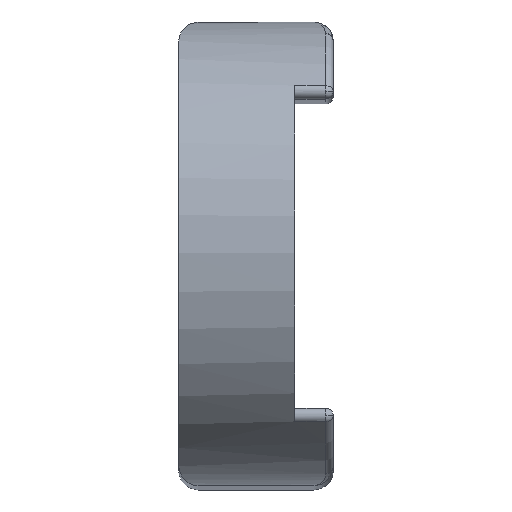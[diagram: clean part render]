
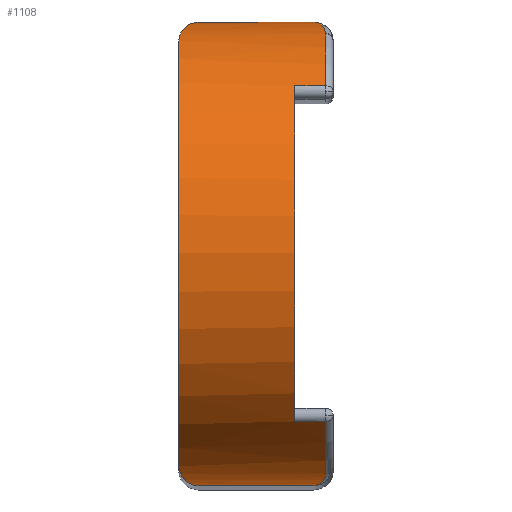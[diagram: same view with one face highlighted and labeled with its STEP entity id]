
A CAD part, top view. The second image highlights one B-rep face of the part: STEP entity #1108.
In plain terms, the highlighted cylindrical face has radius 6 mm (diameter 12 mm), a partial arc.
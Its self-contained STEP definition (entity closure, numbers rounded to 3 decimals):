
#10 = ORIENTED_EDGE ( 'NONE', *, *, #1387, .T. ) ;
#22 = ORIENTED_EDGE ( 'NONE', *, *, #851, .T. ) ;
#41 = VERTEX_POINT ( 'NONE', #1585 ) ;
#54 = CARTESIAN_POINT ( 'NONE',  ( 1.5, 6., -6. ) ) ;
#61 = CIRCLE ( 'NONE', #1758, 6. ) ;
#62 = CYLINDRICAL_SURFACE ( 'NONE', #784, 6. ) ;
#75 = VERTEX_POINT ( 'NONE', #132 ) ;
#79 = DIRECTION ( 'NONE',  ( 0., 1., 0. ) ) ;
#90 = VECTOR ( 'NONE', #836, 1000. ) ;
#94 = CARTESIAN_POINT ( 'NONE',  ( -1.979, -5.658, -3.993 ) ) ;
#125 = FACE_OUTER_BOUND ( 'NONE', #552, .T. ) ;
#130 = CARTESIAN_POINT ( 'NONE',  ( -1.876, 5.836, -4.59 ) ) ;
#132 = CARTESIAN_POINT ( 'NONE',  ( -2., 5.5, -3.602 ) ) ;
#160 = EDGE_CURVE ( 'NONE', #164, #1796, #872, .T. ) ;
#164 = VERTEX_POINT ( 'NONE', #447 ) ;
#177 = VERTEX_POINT ( 'NONE', #981 ) ;
#182 = DIRECTION ( 'NONE',  ( 1., 0., 0. ) ) ;
#197 = DIRECTION ( 'NONE',  ( -1., 0., 0. ) ) ;
#213 = VERTEX_POINT ( 'NONE', #1002 ) ;
#234 = CARTESIAN_POINT ( 'NONE',  ( -1.876, -5.836, -4.59 ) ) ;
#239 = ORIENTED_EDGE ( 'NONE', *, *, #1164, .F. ) ;
#248 = EDGE_CURVE ( 'NONE', #277, #75, #1641, .T. ) ;
#250 = CIRCLE ( 'NONE', #466, 6. ) ;
#275 = CARTESIAN_POINT ( 'NONE',  ( -1.979, 5.658, -3.993 ) ) ;
#277 = VERTEX_POINT ( 'NONE', #423 ) ;
#390 = CARTESIAN_POINT ( 'NONE',  ( -1.728, -5.949, -5.193 ) ) ;
#423 = CARTESIAN_POINT ( 'NONE',  ( -1.5, 6., -6. ) ) ;
#427 = CIRCLE ( 'NONE', #592, 6. ) ;
#431 = CARTESIAN_POINT ( 'NONE',  ( -2., 5.5, -3.602 ) ) ;
#447 = CARTESIAN_POINT ( 'NONE',  ( 1.8, 4.345, -1.862 ) ) ;
#466 = AXIS2_PLACEMENT_3D ( 'NONE', #1618, #733, #1770 ) ;
#468 = VECTOR ( 'NONE', #834, 1000. ) ;
#476 = VERTEX_POINT ( 'NONE', #1536 ) ;
#486 = CARTESIAN_POINT ( 'NONE',  ( 1.8, -4.345, -1.862 ) ) ;
#493 = VERTEX_POINT ( 'NONE', #1553 ) ;
#537 = CARTESIAN_POINT ( 'NONE',  ( -1.558, -6., -5.798 ) ) ;
#538 = DIRECTION ( 'NONE',  ( 1., 0., 0. ) ) ;
#545 = CARTESIAN_POINT ( 'NONE',  ( 1.5, -6., -6. ) ) ;
#552 = EDGE_LOOP ( 'NONE', ( #774, #10, #1262, #22, #1598, #896, #239, #1731, #1083, #1240, #1071, #1382 ) ) ;
#577 = EDGE_CURVE ( 'NONE', #815, #213, #869, .T. ) ;
#592 = AXIS2_PLACEMENT_3D ( 'NONE', #1098, #197, #1239 ) ;
#619 = CARTESIAN_POINT ( 'NONE',  ( -2., 0., -6. ) ) ;
#633 = CARTESIAN_POINT ( 'NONE',  ( 1.8, 5.794, -4.408 ) ) ;
#672 = CARTESIAN_POINT ( 'NONE',  ( 1.8, 0., -6. ) ) ;
#676 = VERTEX_POINT ( 'NONE', #1436 ) ;
#681 = CARTESIAN_POINT ( 'NONE',  ( -2., -6., -6. ) ) ;
#687 = CARTESIAN_POINT ( 'NONE',  ( 1.641, -5.975, -5.361 ) ) ;
#700 = DIRECTION ( 'NONE',  ( 1., 0., 0. ) ) ;
#733 = DIRECTION ( 'NONE',  ( -1., 0., 0. ) ) ;
#774 = ORIENTED_EDGE ( 'NONE', *, *, #1511, .T. ) ;
#775 = DIRECTION ( 'NONE',  ( 0., 0., -1. ) ) ;
#784 = AXIS2_PLACEMENT_3D ( 'NONE', #619, #182, #775 ) ;
#793 = CARTESIAN_POINT ( 'NONE',  ( 1.754, 5.872, -4.726 ) ) ;
#802 = B_SPLINE_CURVE_WITH_KNOTS ( 'NONE', 3,
 ( #545, #1579, #687, #1728, #845, #1880 ),
 .UNSPECIFIED., .F., .F.,
 ( 4, 2, 4 ),
 ( 0., 0.001, 0.002 ),
 .UNSPECIFIED. ) ;
#815 = VERTEX_POINT ( 'NONE', #486 ) ;
#827 = CARTESIAN_POINT ( 'NONE',  ( -2., -5.5, -3.602 ) ) ;
#830 = DIRECTION ( 'NONE',  ( 0., 0., -1. ) ) ;
#834 = DIRECTION ( 'NONE',  ( -1., 0., 0. ) ) ;
#836 = DIRECTION ( 'NONE',  ( 1., 0., 0. ) ) ;
#845 = CARTESIAN_POINT ( 'NONE',  ( 1.8, -5.794, -4.408 ) ) ;
#851 = EDGE_CURVE ( 'NONE', #1796, #177, #1836, .T. ) ;
#869 = LINE ( 'NONE', #1716, #468 ) ;
#870 = CARTESIAN_POINT ( 'NONE',  ( -1.617, 5.99, -5.595 ) ) ;
#872 = CIRCLE ( 'NONE', #1159, 6. ) ;
#896 = ORIENTED_EDGE ( 'NONE', *, *, #248, .T. ) ;
#939 = CARTESIAN_POINT ( 'NONE',  ( 1.57, 6., -5.68 ) ) ;
#965 = DIRECTION ( 'NONE',  ( -1., 0., 0. ) ) ;
#981 = CARTESIAN_POINT ( 'NONE',  ( 1.5, 6., -6. ) ) ;
#983 = EDGE_CURVE ( 'NONE', #476, #41, #1174, .T. ) ;
#1002 = CARTESIAN_POINT ( 'NONE',  ( 1., -4.345, -1.862 ) ) ;
#1021 = CARTESIAN_POINT ( 'NONE',  ( -1.781, 5.918, -4.992 ) ) ;
#1049 = EDGE_CURVE ( 'NONE', #1065, #676, #802, .T. ) ;
#1065 = VERTEX_POINT ( 'NONE', #1587 ) ;
#1071 = ORIENTED_EDGE ( 'NONE', *, *, #1631, .T. ) ;
#1083 = ORIENTED_EDGE ( 'NONE', *, *, #1381, .T. ) ;
#1098 = CARTESIAN_POINT ( 'NONE',  ( -2., 0., -6. ) ) ;
#1108 = ADVANCED_FACE ( 'NONE', ( #125 ), #62, .T. ) ;
#1146 = CARTESIAN_POINT ( 'NONE',  ( -1.918, -5.783, -4.389 ) ) ;
#1150 = VECTOR ( 'NONE', #700, 1000. ) ;
#1159 = AXIS2_PLACEMENT_3D ( 'NONE', #672, #1711, #830 ) ;
#1164 = EDGE_CURVE ( 'NONE', #476, #75, #427, .T. ) ;
#1171 = CARTESIAN_POINT ( 'NONE',  ( -1.558, 6., -5.798 ) ) ;
#1174 = B_SPLINE_CURVE_WITH_KNOTS ( 'NONE', 3,
 ( #827, #1709, #94, #1146, #234, #1287, #390, #1434, #537, #1570 ),
 .UNSPECIFIED., .F., .F.,
 ( 4, 2, 2, 2, 4 ),
 ( 0., 0.001, 0.001, 0.002, 0.003 ),
 .UNSPECIFIED. ) ;
#1177 = CARTESIAN_POINT ( 'NONE',  ( -1.918, 5.783, -4.389 ) ) ;
#1229 = VECTOR ( 'NONE', #538, 1000. ) ;
#1239 = DIRECTION ( 'NONE',  ( 0., 0., -1. ) ) ;
#1240 = ORIENTED_EDGE ( 'NONE', *, *, #1049, .T. ) ;
#1262 = ORIENTED_EDGE ( 'NONE', *, *, #160, .T. ) ;
#1278 = LINE ( 'NONE', #681, #90 ) ;
#1287 = CARTESIAN_POINT ( 'NONE',  ( -1.781, -5.918, -4.992 ) ) ;
#1327 = CARTESIAN_POINT ( 'NONE',  ( -2., 5.585, -3.797 ) ) ;
#1381 = EDGE_CURVE ( 'NONE', #41, #1065, #1278, .T. ) ;
#1382 = ORIENTED_EDGE ( 'NONE', *, *, #577, .T. ) ;
#1387 = EDGE_CURVE ( 'NONE', #493, #164, #1655, .T. ) ;
#1411 = EDGE_CURVE ( 'NONE', #277, #177, #1521, .T. ) ;
#1434 = CARTESIAN_POINT ( 'NONE',  ( -1.617, -5.99, -5.595 ) ) ;
#1436 = CARTESIAN_POINT ( 'NONE',  ( 1.8, -5.69, -4.095 ) ) ;
#1462 = CARTESIAN_POINT ( 'NONE',  ( -1.5, 6., -6. ) ) ;
#1464 = CARTESIAN_POINT ( 'NONE',  ( 1.8, 5.69, -4.095 ) ) ;
#1511 = EDGE_CURVE ( 'NONE', #213, #493, #250, .T. ) ;
#1521 = LINE ( 'NONE', #1589, #1150 ) ;
#1536 = CARTESIAN_POINT ( 'NONE',  ( -2., -5.5, -3.602 ) ) ;
#1553 = CARTESIAN_POINT ( 'NONE',  ( 1., 4.345, -1.862 ) ) ;
#1570 = CARTESIAN_POINT ( 'NONE',  ( -1.5, -6., -6. ) ) ;
#1579 = CARTESIAN_POINT ( 'NONE',  ( 1.57, -6., -5.681 ) ) ;
#1585 = CARTESIAN_POINT ( 'NONE',  ( -1.5, -6., -6. ) ) ;
#1587 = CARTESIAN_POINT ( 'NONE',  ( 1.5, -6., -6. ) ) ;
#1589 = CARTESIAN_POINT ( 'NONE',  ( -2., 6., -6. ) ) ;
#1598 = ORIENTED_EDGE ( 'NONE', *, *, #1411, .F. ) ;
#1618 = CARTESIAN_POINT ( 'NONE',  ( 1., 0., -6. ) ) ;
#1631 = EDGE_CURVE ( 'NONE', #676, #815, #61, .T. ) ;
#1641 = B_SPLINE_CURVE_WITH_KNOTS ( 'NONE', 3,
 ( #1462, #1171, #870, #1898, #1021, #130, #1177, #275, #1327, #431 ),
 .UNSPECIFIED., .F., .F.,
 ( 4, 2, 2, 2, 4 ),
 ( 0., 0.001, 0.001, 0.002, 0.003 ),
 .UNSPECIFIED. ) ;
#1655 = LINE ( 'NONE', #1719, #1229 ) ;
#1709 = CARTESIAN_POINT ( 'NONE',  ( -2., -5.585, -3.797 ) ) ;
#1711 = DIRECTION ( 'NONE',  ( -1., 0., 0. ) ) ;
#1716 = CARTESIAN_POINT ( 'NONE',  ( -2., -4.345, -1.862 ) ) ;
#1719 = CARTESIAN_POINT ( 'NONE',  ( -2., 4.345, -1.862 ) ) ;
#1728 = CARTESIAN_POINT ( 'NONE',  ( 1.754, -5.872, -4.726 ) ) ;
#1731 = ORIENTED_EDGE ( 'NONE', *, *, #983, .T. ) ;
#1758 = AXIS2_PLACEMENT_3D ( 'NONE', #1850, #965, #79 ) ;
#1770 = DIRECTION ( 'NONE',  ( 0., 0., -1. ) ) ;
#1796 = VERTEX_POINT ( 'NONE', #1464 ) ;
#1823 = CARTESIAN_POINT ( 'NONE',  ( 1.8, 5.69, -4.095 ) ) ;
#1830 = CARTESIAN_POINT ( 'NONE',  ( 1.641, 5.975, -5.361 ) ) ;
#1836 = B_SPLINE_CURVE_WITH_KNOTS ( 'NONE', 3,
 ( #1823, #633, #793, #1830, #939, #54 ),
 .UNSPECIFIED., .F., .F.,
 ( 4, 2, 4 ),
 ( 0., 0.001, 0.002 ),
 .UNSPECIFIED. ) ;
#1850 = CARTESIAN_POINT ( 'NONE',  ( 1.8, 0., -6. ) ) ;
#1880 = CARTESIAN_POINT ( 'NONE',  ( 1.8, -5.69, -4.095 ) ) ;
#1898 = CARTESIAN_POINT ( 'NONE',  ( -1.728, 5.949, -5.193 ) ) ;
